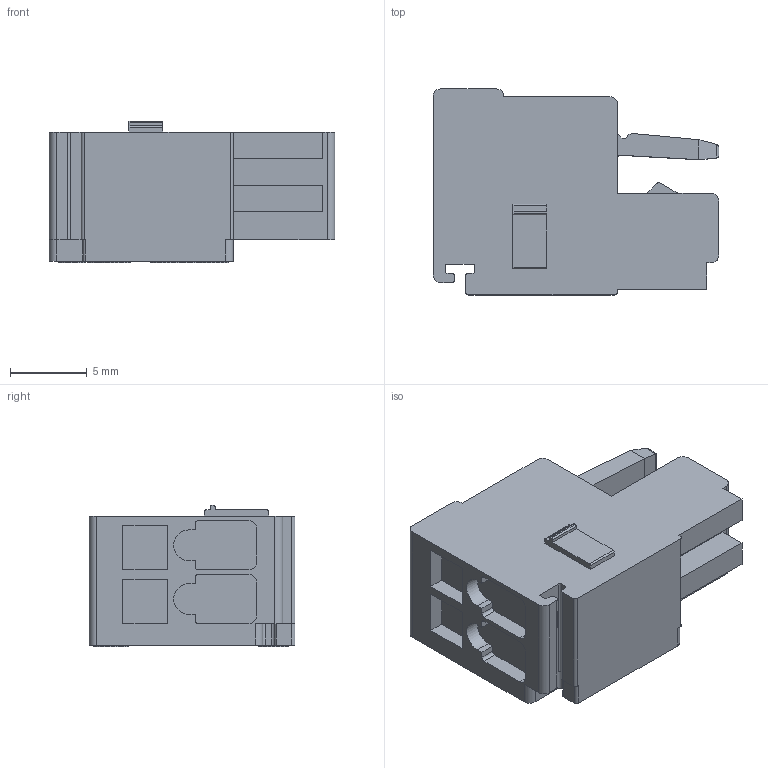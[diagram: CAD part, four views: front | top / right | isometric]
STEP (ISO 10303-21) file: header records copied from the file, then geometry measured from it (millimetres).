
FILE_DESCRIPTION(/* description */ ('Power connector 2 pole'),/* implementation_level */ '2;1');
FILE_NAME(/* name */ 'CS_Connector_734-102.ipt.step',/* time_stamp */ '2014-01-01T17:19:56-08:00',/* author */ ('Autodesk Inc.'),/* organization */ ('Autodesk Inc.'),/* preprocessor_version */ 'ST-DEVELOPER v15.2',/* originating_system */ 'Autodesk Inventor 2014',/* authorisation */ '');
FILE_SCHEMA (('AUTOMOTIVE_DESIGN { 1 0 10303 214 3 1 1 }'));
Length unit declared in the file: millimetre
Products named in the file (1): CS_Connector_734-102
Bounding box: 18.6 x 13.4 x 9.2 mm (x, y, z)
Volume: 1505.2 mm3; surface area: 1126 mm2
Topology: 1 solids, 1 shells, 175 faces, 455 edges, 300 vertices
Faces by surface type: plane 115, cylinder 58, cone 2
Full cylindrical faces by diameter (mm): 1.5 x2, 1.78 x2, 1.8 x2, 2 x3
Entity records: 5313 total; most frequent: CARTESIAN_POINT 920, DIRECTION 914, ORIENTED_EDGE 888, EDGE_CURVE 444, LINE 326, VECTOR 326, VERTEX_POINT 300, AXIS2_PLACEMENT_3D 294
